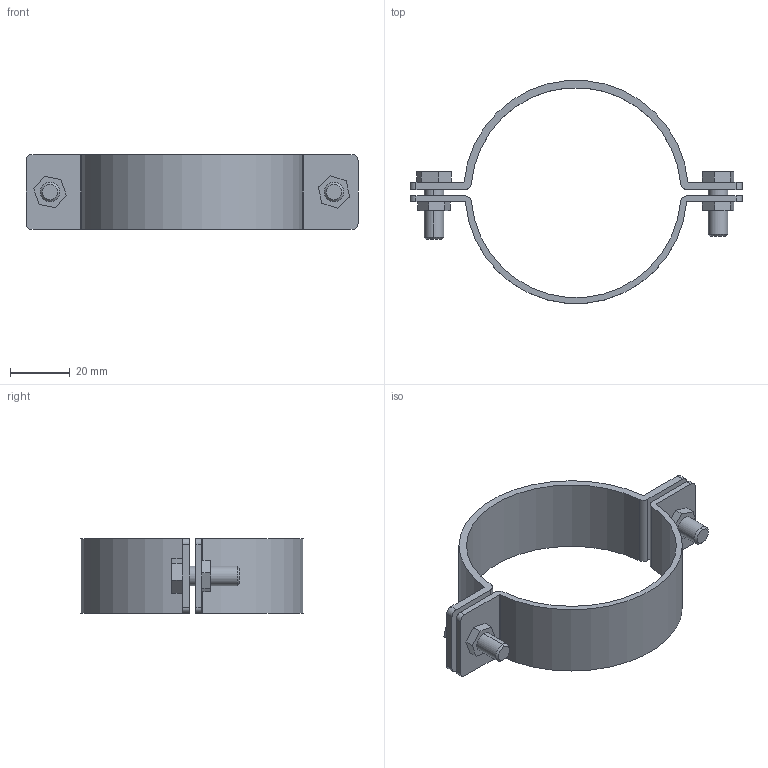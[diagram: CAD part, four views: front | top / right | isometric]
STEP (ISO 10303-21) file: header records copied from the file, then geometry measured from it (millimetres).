
FILE_DESCRIPTION (( 'STEP AP203' ), '1' );
FILE_NAME ('3D_M-8018OS_70x2_174872045.STEP', '2024-09-10T16:19:16', ( '' ), ( '' ), 'SwSTEP 2.0', 'SolidWorks 2024', '' );
FILE_SCHEMA (( 'CONFIG_CONTROL_DESIGN' ));
Length unit declared in the file: millimetre
Products named in the file (1): 3D_M-8018OS_70x2_174872045
Bounding box: 110.67 x 74.22 x 25 mm (x, y, z)
Volume: 18106 mm3; surface area: 17582.5 mm2
Topology: 4 solids, 4 shells, 88 faces, 220 edges, 146 vertices
Faces by surface type: plane 50, cylinder 34, cone 4
Entity records: 2729 total; most frequent: DIRECTION 472, CARTESIAN_POINT 455, ORIENTED_EDGE 440, EDGE_CURVE 220, AXIS2_PLACEMENT_3D 163, VECTOR 146, VERTEX_POINT 146, LINE 146
